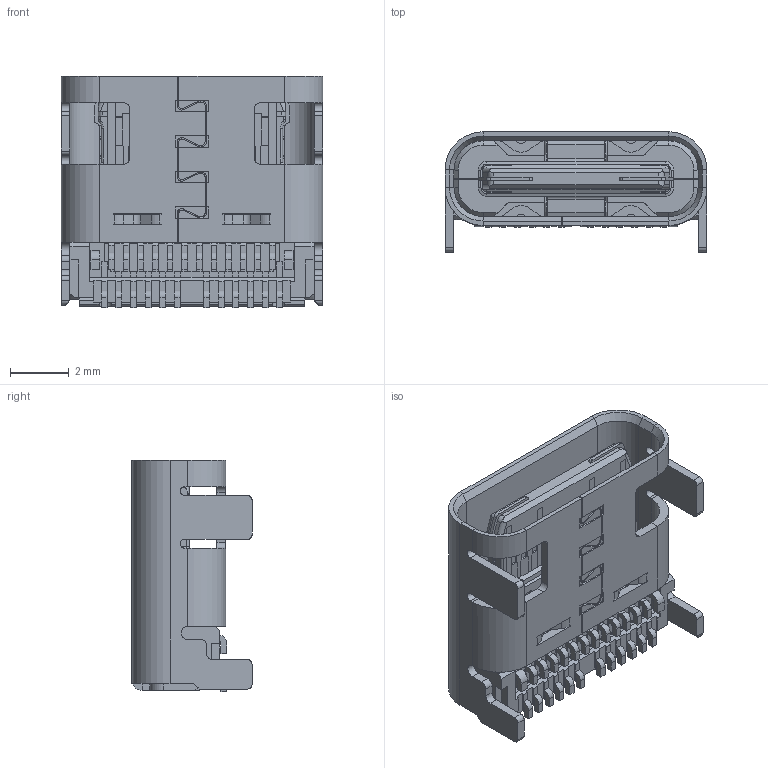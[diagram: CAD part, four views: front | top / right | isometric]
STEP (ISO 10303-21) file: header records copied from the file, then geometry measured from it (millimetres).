
FILE_DESCRIPTION (( 'STEP AP214' ), '1' );
FILE_NAME ('1054500101.STEP', '2020-03-21T11:02:53', ( '' ), ( '' ), 'SwSTEP 2.0', 'SolidWorks 2017', '' );
FILE_SCHEMA (( 'AUTOMOTIVE_DESIGN' ));
Length unit declared in the file: millimetre
Products named in the file (1): 1054500101
Bounding box: 8.94 x 4.1 x 7.9 mm (x, y, z)
Volume: 126.4 mm3; surface area: 659.2 mm2
Topology: 55 solids, 55 shells, 1628 faces, 4330 edges, 2790 vertices
Faces by surface type: plane 1312, cylinder 286, cone 20, torus 8, bspline 2
Entity records: 50341 total; most frequent: CARTESIAN_POINT 9011, ORIENTED_EDGE 8660, DIRECTION 8082, EDGE_CURVE 4330, VECTOR 3708, LINE 3708, VERTEX_POINT 2790, AXIS2_PLACEMENT_3D 2187
